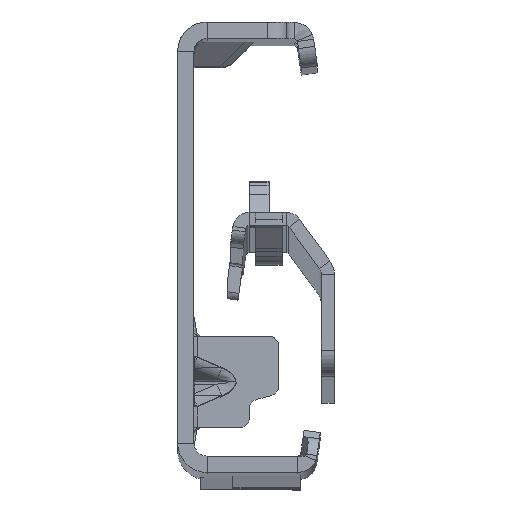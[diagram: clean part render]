
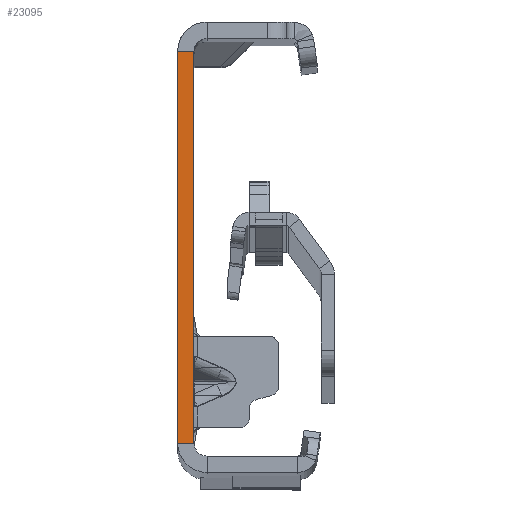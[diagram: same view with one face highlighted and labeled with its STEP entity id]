
A CAD part, top view. The second image highlights one B-rep face of the part: STEP entity #23095.
In plain terms, the highlighted planar face has unit normal (0, 0, 1).
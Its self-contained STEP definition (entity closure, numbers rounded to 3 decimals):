
#1350 = EDGE_CURVE ( 'NONE', #39982, #39699, #4974, .T. ) ;
#1553 = DIRECTION ( 'NONE',  ( -1., 0., 0. ) ) ;
#2393 = ORIENTED_EDGE ( 'NONE', *, *, #26816, .T. ) ;
#2481 = PLANE ( 'NONE',  #9618 ) ;
#4449 = ORIENTED_EDGE ( 'NONE', *, *, #1350, .T. ) ;
#4974 = LINE ( 'NONE', #27781, #30506 ) ;
#6428 = CARTESIAN_POINT ( 'NONE',  ( 0., -30., 0. ) ) ;
#6496 = DIRECTION ( 'NONE',  ( 0., 0., 1. ) ) ;
#8693 = CARTESIAN_POINT ( 'NONE',  ( -2.5, -30., 0. ) ) ;
#9250 = CARTESIAN_POINT ( 'NONE',  ( 0., -30., 0. ) ) ;
#9618 = AXIS2_PLACEMENT_3D ( 'NONE', #13927, #6496, #32564 ) ;
#12828 = VERTEX_POINT ( 'NONE', #42743 ) ;
#13894 = VECTOR ( 'NONE', #44428, 1000. ) ;
#13927 = CARTESIAN_POINT ( 'NONE',  ( -2.5, -32., 0. ) ) ;
#17113 = VECTOR ( 'NONE', #1553, 1000. ) ;
#17383 = CARTESIAN_POINT ( 'NONE',  ( 0., -32., 0. ) ) ;
#17632 = DIRECTION ( 'NONE',  ( 0., -1., 0. ) ) ;
#20384 = CARTESIAN_POINT ( 'NONE',  ( 0., 30., 0. ) ) ;
#20857 = ORIENTED_EDGE ( 'NONE', *, *, #37235, .F. ) ;
#23095 = ADVANCED_FACE ( 'NONE', ( #43997 ), #2481, .T. ) ;
#26474 = EDGE_CURVE ( 'NONE', #40504, #39699, #33243, .T. ) ;
#26816 = EDGE_CURVE ( 'NONE', #12828, #39982, #27345, .T. ) ;
#27345 = LINE ( 'NONE', #20384, #17113 ) ;
#27781 = CARTESIAN_POINT ( 'NONE',  ( -2.5, -32., 0. ) ) ;
#28794 = LINE ( 'NONE', #17383, #48963 ) ;
#30506 = VECTOR ( 'NONE', #46472, 1000. ) ;
#32564 = DIRECTION ( 'NONE',  ( 1., 0., 0. ) ) ;
#33243 = LINE ( 'NONE', #6428, #13894 ) ;
#37235 = EDGE_CURVE ( 'NONE', #12828, #40504, #28794, .T. ) ;
#38117 = ORIENTED_EDGE ( 'NONE', *, *, #26474, .F. ) ;
#39699 = VERTEX_POINT ( 'NONE', #8693 ) ;
#39982 = VERTEX_POINT ( 'NONE', #42153 ) ;
#40504 = VERTEX_POINT ( 'NONE', #9250 ) ;
#42153 = CARTESIAN_POINT ( 'NONE',  ( -2.5, 30., 0. ) ) ;
#42743 = CARTESIAN_POINT ( 'NONE',  ( 0., 30., 0. ) ) ;
#43243 = EDGE_LOOP ( 'NONE', ( #20857, #2393, #4449, #38117 ) ) ;
#43997 = FACE_OUTER_BOUND ( 'NONE', #43243, .T. ) ;
#44428 = DIRECTION ( 'NONE',  ( -1., 0., 0. ) ) ;
#46472 = DIRECTION ( 'NONE',  ( 0., -1., 0. ) ) ;
#48963 = VECTOR ( 'NONE', #17632, 1000. ) ;
